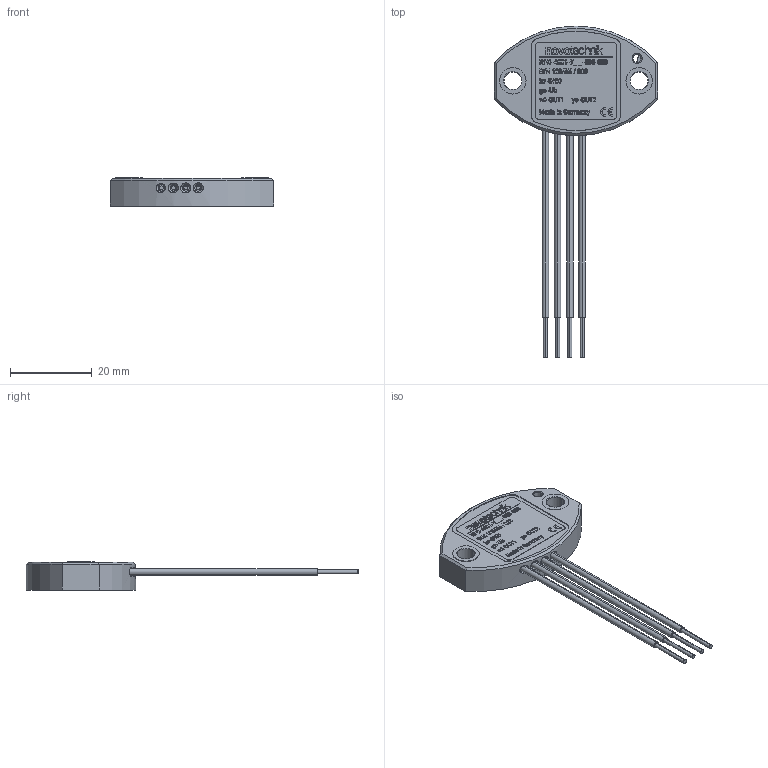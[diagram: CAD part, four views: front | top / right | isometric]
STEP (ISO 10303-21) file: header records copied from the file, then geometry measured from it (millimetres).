
FILE_DESCRIPTION (( 'STEP AP214' ), '1' );
FILE_NAME ('RFD_4001_teilred.STEP', '2013-08-14T06:15:40', ( 'dummy' ), ( '' ), 'SwSTEP 2.0', 'SolidWorks 2013', '' );
FILE_SCHEMA (( 'AUTOMOTIVE_DESIGN' ));
Length unit declared in the file: millimetre
Products named in the file (1): RFD_4001_teilred
Bounding box: 40.12 x 81.45 x 7 mm (x, y, z)
Surface area: 4770.1 mm2 (no closed solid volume)
Topology: 0 solids, 125 shells, 396 faces, 3532 edges, 3261 vertices
Faces by surface type: plane 231, bspline 79, cone 52, cylinder 32, torus 2
Entity records: 52057 total; most frequent: CARTESIAN_POINT 26685, ORIENTED_EDGE 4106, EDGE_CURVE 3532, VERTEX_POINT 3261, DIRECTION 2507, B_SPLINE_CURVE_WITH_KNOTS 1841, VECTOR 1511, LINE 1511
